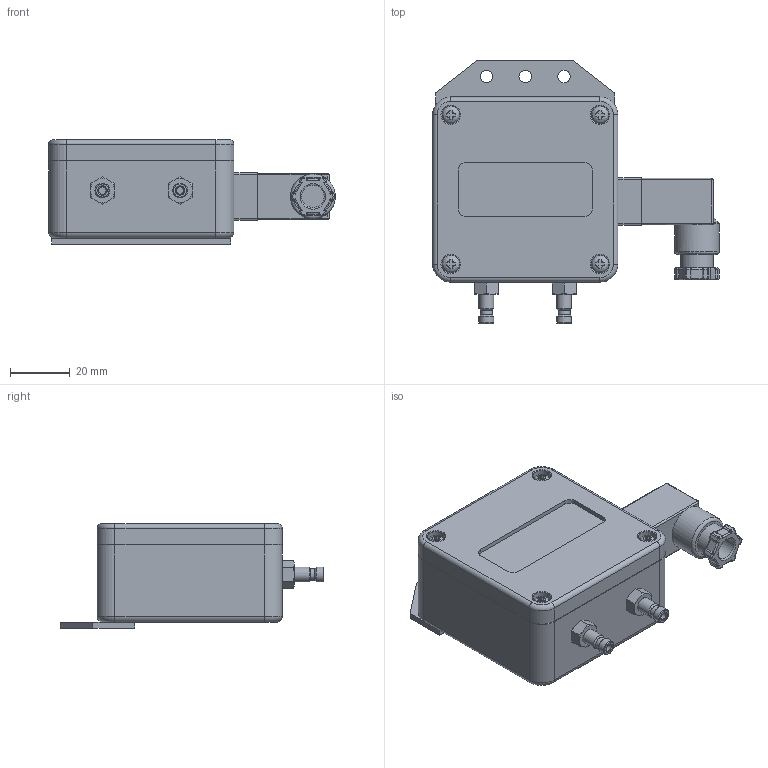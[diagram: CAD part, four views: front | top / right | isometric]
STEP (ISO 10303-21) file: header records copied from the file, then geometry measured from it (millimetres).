
FILE_DESCRIPTION(/* description */ ('','CAx-IF Rec.Pracs.---Representation and Presentation of Product Manufacturing Information (PMI)---3.8---2014-02-18'),/* implementation_level */ '2;1');
FILE_NAME(/* name */ 'N.stp',/* time_stamp */ '2017-10-10T15:42:32+02:00',/* author */ ('FTAK'),/* organization */ (''),/* preprocessor_version */ 'ST-DEVELOPER v16.5',/* originating_system */ 'Autodesk Inventor 2017',/* authorisation */ '');
FILE_SCHEMA (('AP242_MANAGED_MODEL_BASED_3D_ENGINEERING_MIM_LF { 1 0 10303 442 1 1 4 }'));
Length unit declared in the file: millimetre
Products named in the file (1): N_Test
Bounding box: 96 x 88.4 x 35 mm (x, y, z)
Volume: 134942.7 mm3; surface area: 33238.9 mm2
Topology: 12 solids, 12 shells, 472 faces, 1084 edges, 654 vertices
Faces by surface type: plane 209, cylinder 155, sphere 40, cone 37, torus 27, bspline 4
Full cylindrical faces by diameter (mm): 2.2 x2, 2.5 x4, 3 x4, 4 x2, 4.2 x3, 5 x4, 6 x9, 6.3 x4, 7 x1, 7.5 x1, 11 x1, 15 x1
Entity records: 13021 total; most frequent: CARTESIAN_POINT 2617, DIRECTION 2216, ORIENTED_EDGE 2038, EDGE_CURVE 1019, AXIS2_PLACEMENT_3D 847, VERTEX_POINT 645, EDGE_LOOP 568, LINE 522
